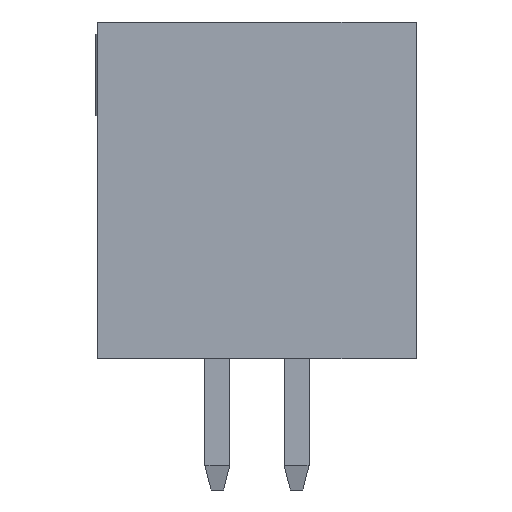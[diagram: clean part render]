
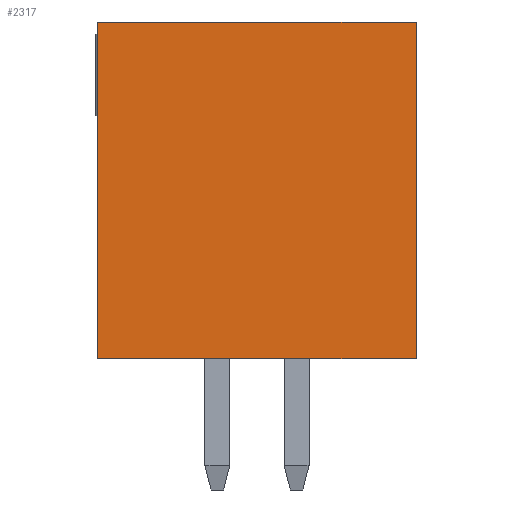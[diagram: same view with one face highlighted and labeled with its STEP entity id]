
A CAD part, front view. The second image highlights one B-rep face of the part: STEP entity #2317.
In plain terms, the highlighted free-form (B-spline) face has degree [1, 1] with [2, 2] control points.
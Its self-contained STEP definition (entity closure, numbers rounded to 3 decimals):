
#2317 = ADVANCED_FACE('',(#2318),#2348,.T.);
#2318 = FACE_BOUND('',#2319,.T.);
#2319 = EDGE_LOOP('',(#2320,#2329,#2336,#2343));
#2320 = ORIENTED_EDGE('',*,*,#2321,.F.);
#2321 = EDGE_CURVE('',#2322,#2324,#2326,.T.);
#2322 = VERTEX_POINT('',#2323);
#2323 = CARTESIAN_POINT('',(2.565,-7.595,5.55));
#2324 = VERTEX_POINT('',#2325);
#2325 = CARTESIAN_POINT('',(2.565,-7.595,0.15));
#2326 = B_SPLINE_CURVE_WITH_KNOTS('',1,(#2327,#2328),.UNSPECIFIED.,.F.,
  .F.,(2,2),(0.,5.4),.PIECEWISE_BEZIER_KNOTS.);
#2327 = CARTESIAN_POINT('',(2.565,-7.595,5.55));
#2328 = CARTESIAN_POINT('',(2.565,-7.595,0.15));
#2329 = ORIENTED_EDGE('',*,*,#2330,.F.);
#2330 = EDGE_CURVE('',#2331,#2322,#2333,.T.);
#2331 = VERTEX_POINT('',#2332);
#2332 = CARTESIAN_POINT('',(-2.535,-7.595,5.55));
#2333 = B_SPLINE_CURVE_WITH_KNOTS('',1,(#2334,#2335),.UNSPECIFIED.,.F.,
  .F.,(2,2),(0.,5.1),.PIECEWISE_BEZIER_KNOTS.);
#2334 = CARTESIAN_POINT('',(-2.535,-7.595,5.55));
#2335 = CARTESIAN_POINT('',(2.565,-7.595,5.55));
#2336 = ORIENTED_EDGE('',*,*,#2337,.F.);
#2337 = EDGE_CURVE('',#2338,#2331,#2340,.T.);
#2338 = VERTEX_POINT('',#2339);
#2339 = CARTESIAN_POINT('',(-2.535,-7.595,0.15));
#2340 = B_SPLINE_CURVE_WITH_KNOTS('',1,(#2341,#2342),.UNSPECIFIED.,.F.,
  .F.,(2,2),(0.,5.4),.PIECEWISE_BEZIER_KNOTS.);
#2341 = CARTESIAN_POINT('',(-2.535,-7.595,0.15));
#2342 = CARTESIAN_POINT('',(-2.535,-7.595,5.55));
#2343 = ORIENTED_EDGE('',*,*,#2344,.F.);
#2344 = EDGE_CURVE('',#2324,#2338,#2345,.T.);
#2345 = B_SPLINE_CURVE_WITH_KNOTS('',1,(#2346,#2347),.UNSPECIFIED.,.F.,
  .F.,(2,2),(0.,5.1),.PIECEWISE_BEZIER_KNOTS.);
#2346 = CARTESIAN_POINT('',(2.565,-7.595,0.15));
#2347 = CARTESIAN_POINT('',(-2.535,-7.595,0.15));
#2348 = B_SPLINE_SURFACE_WITH_KNOTS('',1,1,(
    (#2349,#2350)
    ,(#2351,#2352
    )),.UNSPECIFIED.,.F.,.F.,.F.,(2,2),(2,2),(0.,5.1),(0.,5.4),
  .PIECEWISE_BEZIER_KNOTS.);
#2349 = CARTESIAN_POINT('',(-2.535,-7.595,0.15));
#2350 = CARTESIAN_POINT('',(-2.535,-7.595,5.55));
#2351 = CARTESIAN_POINT('',(2.565,-7.595,0.15));
#2352 = CARTESIAN_POINT('',(2.565,-7.595,5.55));
